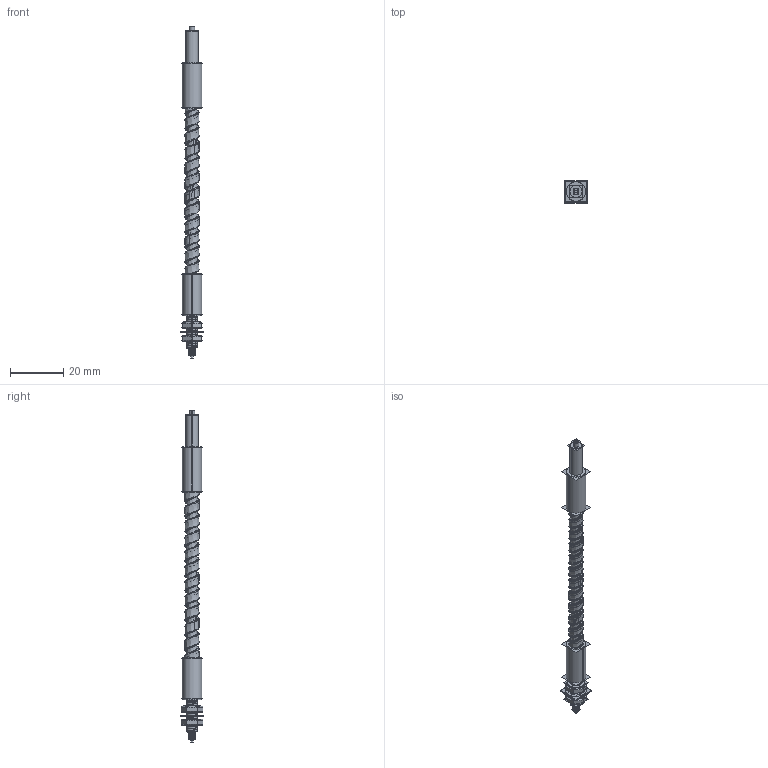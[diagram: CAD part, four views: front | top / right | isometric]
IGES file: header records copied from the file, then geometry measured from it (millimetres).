
Start section:  PTC IGES file: 193383.igs
Global section: file name: 193383.igs; native system: Creo Parametric by Parametric Technology Corporation; preprocessor: 2013230; author: pdmadmin; organization: Unknown; date: 20160303.151805; units: millimetre
Bounding box: 8.32 x 8.32 x 125.07 mm (x, y, z)
Volume: 1721.1 mm3; surface area: 26413.1 mm2
Topology: 7 solids, 9 shells, 516 faces, 2580 edges, 3240 vertices
Faces by surface type: bspline 264, revolution 252
